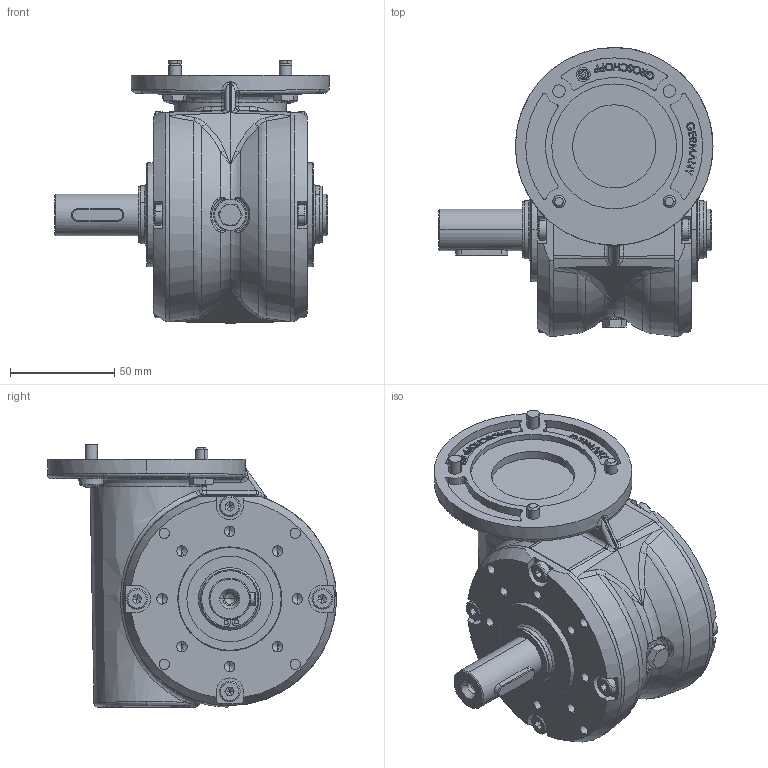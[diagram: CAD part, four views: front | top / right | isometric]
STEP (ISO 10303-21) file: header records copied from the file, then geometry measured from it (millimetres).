
FILE_DESCRIPTION (( 'STEP AP203' ), '1' );
FILE_NAME ('VE40-D1-H mit Steckwelle links-+-2520982000-+-2513455-9851_a_Bl.1v.4.STEP', '2018-03-28T11:28:18', ( '' ), ( '' ), 'SwSTEP 2.0', 'SolidWorks 2017', '' );
FILE_SCHEMA (( 'CONFIG_CONTROL_DESIGN' ));
Length unit declared in the file: millimetre
Products named in the file (1): VE40-D1-H mit Steckwelle links-+-2520982000-+-2513455-9851_a_Bl.1v.4
Bounding box: 131.7 x 138.75 x 126.01 mm (x, y, z)
Volume: 768497.2 mm3; surface area: 74868.6 mm2
Topology: 1 solids, 1 shells, 943 faces, 2340 edges, 1457 vertices
Faces by surface type: plane 413, cylinder 189, bspline 156, cone 148, torus 31, sphere 6
Entity records: 36681 total; most frequent: CARTESIAN_POINT 15444, ORIENTED_EDGE 4600, DIRECTION 4035, EDGE_CURVE 2300, VERTEX_POINT 1457, AXIS2_PLACEMENT_3D 1435, VECTOR 1165, LINE 1165
